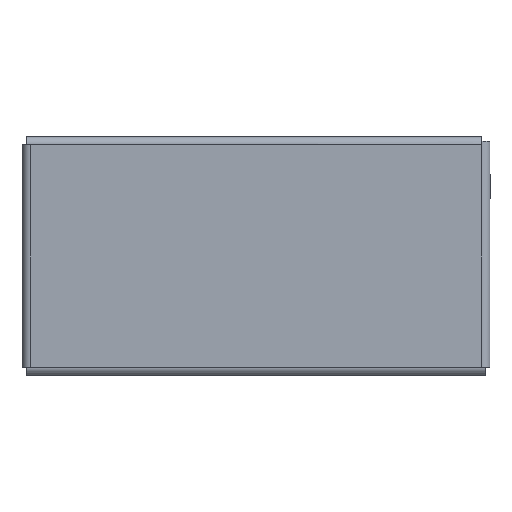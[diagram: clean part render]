
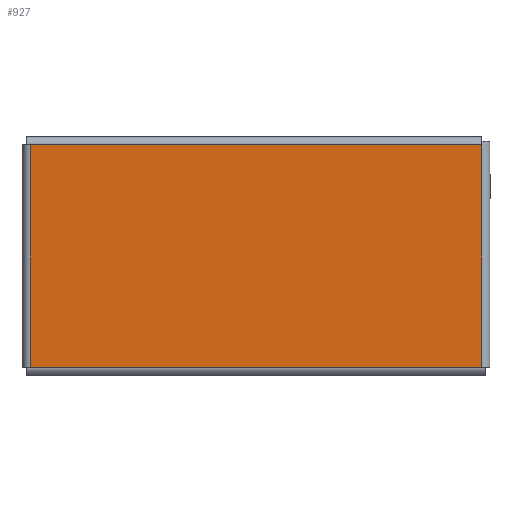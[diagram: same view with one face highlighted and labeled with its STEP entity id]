
A CAD part, front view. The second image highlights one B-rep face of the part: STEP entity #927.
In plain terms, the highlighted planar face has unit normal (0, -1, 0).
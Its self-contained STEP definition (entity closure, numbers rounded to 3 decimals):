
#90 = CARTESIAN_POINT ( 'NONE',  ( 13.8, -0.3, 6.8 ) ) ;
#183 = DIRECTION ( 'NONE',  ( 0., 1., 0. ) ) ;
#198 = CARTESIAN_POINT ( 'NONE',  ( 13.8, -0.3, -6.8 ) ) ;
#202 = CARTESIAN_POINT ( 'NONE',  ( 0., -0.3, 0. ) ) ;
#231 = EDGE_LOOP ( 'NONE', ( #761, #953, #1501, #242 ) ) ;
#236 = CARTESIAN_POINT ( 'NONE',  ( 13.8, -0.3, 6.8 ) ) ;
#242 = ORIENTED_EDGE ( 'NONE', *, *, #500, .T. ) ;
#266 = CARTESIAN_POINT ( 'NONE',  ( -13.8, -0.3, 6.8 ) ) ;
#365 = LINE ( 'NONE', #442, #1131 ) ;
#370 = AXIS2_PLACEMENT_3D ( 'NONE', #202, #183, #696 ) ;
#429 = EDGE_CURVE ( 'NONE', #1251, #1260, #1358, .T. ) ;
#442 = CARTESIAN_POINT ( 'NONE',  ( -13.8, -0.3, 6.8 ) ) ;
#488 = VERTEX_POINT ( 'NONE', #236 ) ;
#500 = EDGE_CURVE ( 'NONE', #488, #1589, #1182, .T. ) ;
#510 = DIRECTION ( 'NONE',  ( 1., 0., 0. ) ) ;
#559 = PLANE ( 'NONE',  #370 ) ;
#574 = CARTESIAN_POINT ( 'NONE',  ( 13.8, -0.3, -6.8 ) ) ;
#622 = CARTESIAN_POINT ( 'NONE',  ( -14., -0.3, -6.8 ) ) ;
#696 = DIRECTION ( 'NONE',  ( 0., 0., 1. ) ) ;
#704 = VECTOR ( 'NONE', #1363, 1000. ) ;
#761 = ORIENTED_EDGE ( 'NONE', *, *, #1250, .T. ) ;
#833 = FACE_OUTER_BOUND ( 'NONE', #231, .T. ) ;
#876 = VECTOR ( 'NONE', #510, 1000. ) ;
#927 = ADVANCED_FACE ( 'NONE', ( #833 ), #559, .F. ) ;
#953 = ORIENTED_EDGE ( 'NONE', *, *, #429, .T. ) ;
#983 = DIRECTION ( 'NONE',  ( 0., 0., -1. ) ) ;
#1021 = DIRECTION ( 'NONE',  ( -1., 0., 0. ) ) ;
#1131 = VECTOR ( 'NONE', #983, 1000. ) ;
#1169 = LINE ( 'NONE', #198, #704 ) ;
#1182 = LINE ( 'NONE', #90, #1463 ) ;
#1250 = EDGE_CURVE ( 'NONE', #1589, #1251, #365, .T. ) ;
#1251 = VERTEX_POINT ( 'NONE', #1618 ) ;
#1260 = VERTEX_POINT ( 'NONE', #574 ) ;
#1358 = LINE ( 'NONE', #622, #876 ) ;
#1361 = EDGE_CURVE ( 'NONE', #1260, #488, #1169, .T. ) ;
#1363 = DIRECTION ( 'NONE',  ( 0., 0., 1. ) ) ;
#1463 = VECTOR ( 'NONE', #1021, 1000. ) ;
#1501 = ORIENTED_EDGE ( 'NONE', *, *, #1361, .T. ) ;
#1589 = VERTEX_POINT ( 'NONE', #266 ) ;
#1618 = CARTESIAN_POINT ( 'NONE',  ( -13.8, -0.3, -6.8 ) ) ;
